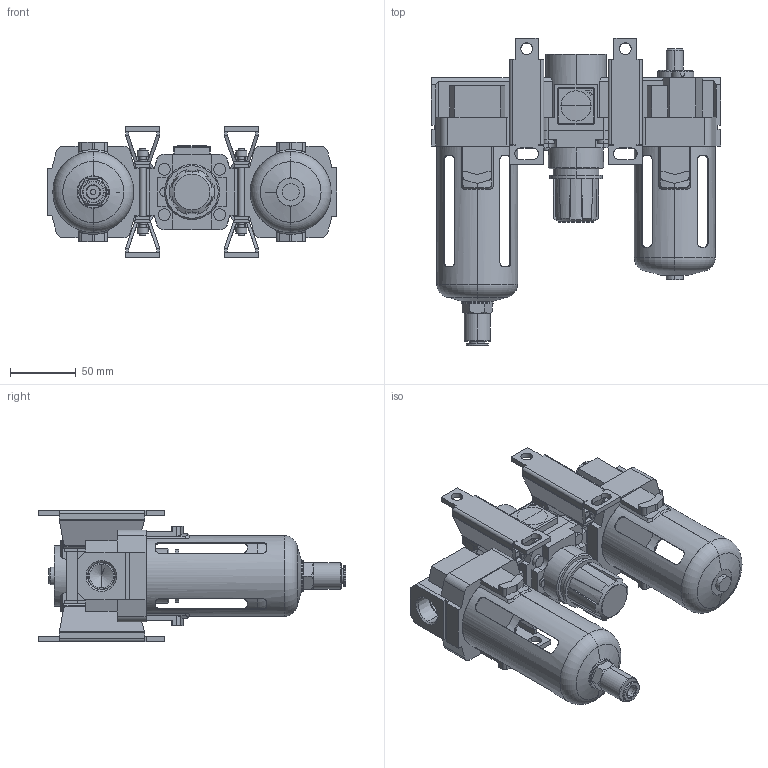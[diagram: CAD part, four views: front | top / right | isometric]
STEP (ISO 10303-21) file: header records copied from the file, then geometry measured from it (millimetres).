
FILE_DESCRIPTION (( 'STEP AP203' ), '1' );
FILE_NAME ('AC40-04CE.STEP', '2021-01-01T07:22:43', ( '' ), ( '' ), 'SwSTEP 2.0', 'SolidWorks 2016', '' );
FILE_SCHEMA (( 'CONFIG_CONTROL_DESIGN' ));
Length unit declared in the file: millimetre
Products named in the file (17): AC40-04CE_AC3009A AF Bowl_40C; AC40-04CE_AC3009A AF Body_40; AC40-04CE_AC3009A Spacer Front Plate_4; AC40-04CE; AC40-04CE_AC3009A AL Bowl_40; AC40-04CE_AC3009A Spacer_400T; AC40-04CE_AC3009A AR Body_40; AC40-04CE_AC3009A AL Body_40; AC40-04CE_AC3009A Gauge_*; AC40-04CE_AC3009A Gauge_40-E; AC40-04CE_AC3009A AL Bowl Assy_40; AC40-04CE_AC3009A Spacer Interface_4; AC40-04CE_AC3009A AF Drain_30C; AC40-04CE_AC3009A AF Bowl Assy_40C; AC40-04CE_AC3009A Spacer Rear Plate_4T
Assembly tree (20 placements, depth 3):
  AC40-04CE
    AC40-04CE_AC3009A AR Body_40
    AC40-04CE_AC3009A Spacer_400T  x2
      AC40-04CE_AC3009A Spacer Interface_4
      AC40-04CE_AC3009A Spacer Rear Plate_4T
      AC40-04CE_AC3009A Spacer Front Plate_4
    AC40-04CE_AC3009A AF Body_40
    AC40-04CE_AC3009A AL Body_40
    AC40-04CE_AC3009A AF Bowl Assy_40C
      AC40-04CE_AC3009A AF Bowl_40C
      AC40-04CE_AC3009A AF Drain_30C
      AC40-04CE_AC3009A AF Bowl_40C
      AC40-04CE_AC3009A AF Drain_30C
    AC40-04CE_AC3009A AL Bowl Assy_40
      AC40-04CE_AC3009A AL Bowl_40  x2
    AC40-04CE_AC3009A Gauge_40-E
  AC40-04CE_AC3009A Gauge_*
Bounding box: 220.4 x 234 x 100 mm (x, y, z)
Volume: 825019.9 mm3; surface area: 335930.4 mm2
Topology: 22 solids, 22 shells, 1472 faces, 3842 edges, 2455 vertices
Faces by surface type: plane 843, cylinder 421, cone 158, torus 36, bspline 8, sphere 6
Entity records: 30606 total; most frequent: CARTESIAN_POINT 7053, DIRECTION 4511, ORIENTED_EDGE 4504, EDGE_CURVE 2252, AXIS2_PLACEMENT_3D 1575, VERTEX_POINT 1441, LINE 1361, VECTOR 1361
